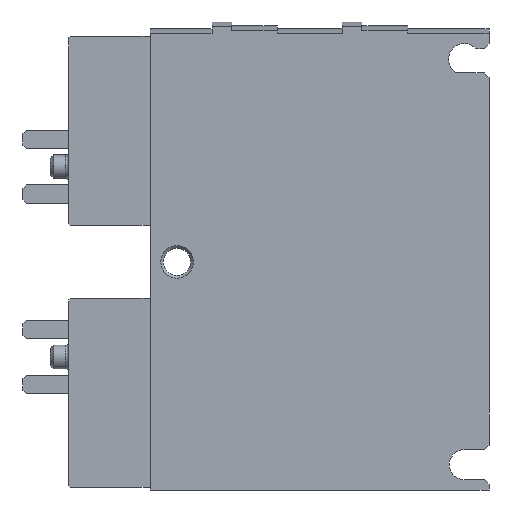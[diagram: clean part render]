
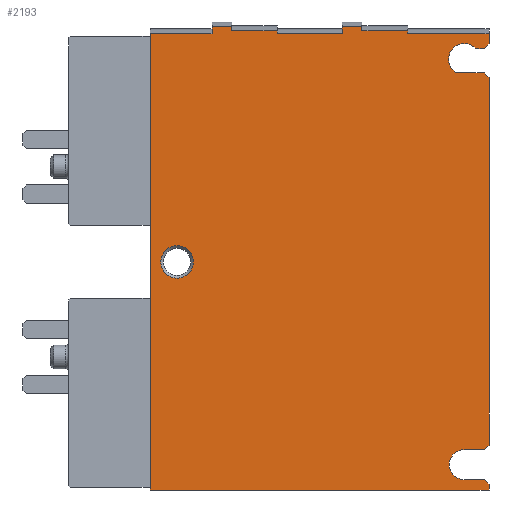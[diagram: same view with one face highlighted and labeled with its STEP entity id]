
A CAD part, left-side view. The second image highlights one B-rep face of the part: STEP entity #2193.
In plain terms, the highlighted planar face has unit normal (-1, 0, 0).
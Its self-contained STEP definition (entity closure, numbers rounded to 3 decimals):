
#46=CIRCLE('',#2294,2.5);
#47=CIRCLE('',#2295,2.3);
#48=CIRCLE('',#2296,2.4);
#110=ORIENTED_EDGE('',*,*,#538,.F.);
#111=ORIENTED_EDGE('',*,*,#539,.T.);
#112=ORIENTED_EDGE('',*,*,#540,.T.);
#113=ORIENTED_EDGE('',*,*,#541,.T.);
#114=ORIENTED_EDGE('',*,*,#542,.T.);
#115=ORIENTED_EDGE('',*,*,#543,.T.);
#116=ORIENTED_EDGE('',*,*,#544,.T.);
#117=ORIENTED_EDGE('',*,*,#545,.T.);
#118=ORIENTED_EDGE('',*,*,#546,.T.);
#119=ORIENTED_EDGE('',*,*,#547,.T.);
#120=ORIENTED_EDGE('',*,*,#548,.T.);
#121=ORIENTED_EDGE('',*,*,#549,.T.);
#122=ORIENTED_EDGE('',*,*,#550,.T.);
#123=ORIENTED_EDGE('',*,*,#551,.F.);
#124=ORIENTED_EDGE('',*,*,#552,.T.);
#125=ORIENTED_EDGE('',*,*,#553,.T.);
#126=ORIENTED_EDGE('',*,*,#554,.T.);
#127=ORIENTED_EDGE('',*,*,#555,.F.);
#128=ORIENTED_EDGE('',*,*,#556,.F.);
#129=ORIENTED_EDGE('',*,*,#557,.F.);
#130=ORIENTED_EDGE('',*,*,#558,.T.);
#131=ORIENTED_EDGE('',*,*,#559,.T.);
#132=ORIENTED_EDGE('',*,*,#560,.T.);
#133=ORIENTED_EDGE('',*,*,#561,.F.);
#134=ORIENTED_EDGE('',*,*,#562,.F.);
#135=ORIENTED_EDGE('',*,*,#563,.F.);
#136=ORIENTED_EDGE('',*,*,#564,.F.);
#137=ORIENTED_EDGE('',*,*,#565,.T.);
#138=ORIENTED_EDGE('',*,*,#566,.T.);
#538=EDGE_CURVE('',#752,#752,#46,.T.);
#539=EDGE_CURVE('',#753,#754,#900,.T.);
#540=EDGE_CURVE('',#754,#755,#901,.T.);
#541=EDGE_CURVE('',#755,#756,#47,.T.);
#542=EDGE_CURVE('',#756,#757,#902,.T.);
#543=EDGE_CURVE('',#757,#758,#903,.T.);
#544=EDGE_CURVE('',#758,#759,#904,.T.);
#545=EDGE_CURVE('',#759,#760,#905,.T.);
#546=EDGE_CURVE('',#760,#761,#906,.T.);
#547=EDGE_CURVE('',#761,#762,#48,.T.);
#548=EDGE_CURVE('',#762,#763,#907,.T.);
#549=EDGE_CURVE('',#763,#764,#908,.T.);
#550=EDGE_CURVE('',#764,#765,#909,.T.);
#551=EDGE_CURVE('',#766,#765,#910,.T.);
#552=EDGE_CURVE('',#766,#767,#911,.T.);
#553=EDGE_CURVE('',#767,#768,#912,.T.);
#554=EDGE_CURVE('',#768,#769,#913,.T.);
#555=EDGE_CURVE('',#770,#769,#914,.T.);
#556=EDGE_CURVE('',#771,#770,#915,.T.);
#557=EDGE_CURVE('',#772,#771,#916,.T.);
#558=EDGE_CURVE('',#772,#773,#917,.T.);
#559=EDGE_CURVE('',#773,#774,#918,.T.);
#560=EDGE_CURVE('',#774,#775,#919,.T.);
#561=EDGE_CURVE('',#776,#775,#920,.T.);
#562=EDGE_CURVE('',#777,#776,#921,.T.);
#563=EDGE_CURVE('',#778,#777,#922,.T.);
#564=EDGE_CURVE('',#779,#778,#923,.T.);
#565=EDGE_CURVE('',#779,#780,#924,.T.);
#566=EDGE_CURVE('',#780,#753,#925,.T.);
#752=VERTEX_POINT('',#2921);
#753=VERTEX_POINT('',#2923);
#754=VERTEX_POINT('',#2924);
#755=VERTEX_POINT('',#2926);
#756=VERTEX_POINT('',#2928);
#757=VERTEX_POINT('',#2930);
#758=VERTEX_POINT('',#2932);
#759=VERTEX_POINT('',#2934);
#760=VERTEX_POINT('',#2936);
#761=VERTEX_POINT('',#2938);
#762=VERTEX_POINT('',#2940);
#763=VERTEX_POINT('',#2942);
#764=VERTEX_POINT('',#2944);
#765=VERTEX_POINT('',#2946);
#766=VERTEX_POINT('',#2948);
#767=VERTEX_POINT('',#2950);
#768=VERTEX_POINT('',#2952);
#769=VERTEX_POINT('',#2954);
#770=VERTEX_POINT('',#2956);
#771=VERTEX_POINT('',#2958);
#772=VERTEX_POINT('',#2960);
#773=VERTEX_POINT('',#2962);
#774=VERTEX_POINT('',#2964);
#775=VERTEX_POINT('',#2966);
#776=VERTEX_POINT('',#2968);
#777=VERTEX_POINT('',#2970);
#778=VERTEX_POINT('',#2972);
#779=VERTEX_POINT('',#2974);
#780=VERTEX_POINT('',#2976);
#900=LINE('',#2922,#1074);
#901=LINE('',#2925,#1075);
#902=LINE('',#2929,#1076);
#903=LINE('',#2931,#1077);
#904=LINE('',#2933,#1078);
#905=LINE('',#2935,#1079);
#906=LINE('',#2937,#1080);
#907=LINE('',#2941,#1081);
#908=LINE('',#2943,#1082);
#909=LINE('',#2945,#1083);
#910=LINE('',#2947,#1084);
#911=LINE('',#2949,#1085);
#912=LINE('',#2951,#1086);
#913=LINE('',#2953,#1087);
#914=LINE('',#2955,#1088);
#915=LINE('',#2957,#1089);
#916=LINE('',#2959,#1090);
#917=LINE('',#2961,#1091);
#918=LINE('',#2963,#1092);
#919=LINE('',#2965,#1093);
#920=LINE('',#2967,#1094);
#921=LINE('',#2969,#1095);
#922=LINE('',#2971,#1096);
#923=LINE('',#2973,#1097);
#924=LINE('',#2975,#1098);
#925=LINE('',#2977,#1099);
#1074=VECTOR('',#2460,1000.);
#1075=VECTOR('',#2461,1000.);
#1076=VECTOR('',#2464,1000.);
#1077=VECTOR('',#2465,1000.);
#1078=VECTOR('',#2466,1000.);
#1079=VECTOR('',#2467,1000.);
#1080=VECTOR('',#2468,1000.);
#1081=VECTOR('',#2471,1000.);
#1082=VECTOR('',#2472,1000.);
#1083=VECTOR('',#2473,1000.);
#1084=VECTOR('',#2474,1000.);
#1085=VECTOR('',#2475,1000.);
#1086=VECTOR('',#2476,1000.);
#1087=VECTOR('',#2477,1000.);
#1088=VECTOR('',#2478,1000.);
#1089=VECTOR('',#2479,1000.);
#1090=VECTOR('',#2480,1000.);
#1091=VECTOR('',#2481,1000.);
#1092=VECTOR('',#2482,1000.);
#1093=VECTOR('',#2483,1000.);
#1094=VECTOR('',#2484,1000.);
#1095=VECTOR('',#2485,1000.);
#1096=VECTOR('',#2486,1000.);
#1097=VECTOR('',#2487,1000.);
#1098=VECTOR('',#2488,1000.);
#1099=VECTOR('',#2489,1000.);
#1232=EDGE_LOOP('',(#110));
#1233=EDGE_LOOP('',(#111,#112,#113,#114,#115,#116,#117,#118,#119,#120,#121,
#122,#123,#124,#125,#126,#127,#128,#129,#130,#131,#132,#133,#134,#135,#136,
#137,#138));
#1354=FACE_BOUND('',#1232,.T.);
#1355=FACE_BOUND('',#1233,.T.);
#1470=PLANE('',#2293);
#2193=ADVANCED_FACE('',(#1354,#1355),#1470,.F.);
#2293=AXIS2_PLACEMENT_3D('',#2919,#2456,#2457);
#2294=AXIS2_PLACEMENT_3D('',#2920,#2458,#2459);
#2295=AXIS2_PLACEMENT_3D('',#2927,#2462,#2463);
#2296=AXIS2_PLACEMENT_3D('',#2939,#2469,#2470);
#2456=DIRECTION('',(1.,0.,0.));
#2457=DIRECTION('',(0.,0.,-1.));
#2458=DIRECTION('',(-1.,0.,0.));
#2459=DIRECTION('',(0.,0.,1.));
#2460=DIRECTION('',(0.,0.707,0.707));
#2461=DIRECTION('',(0.,1.,0.));
#2462=DIRECTION('',(1.,0.,0.));
#2463=DIRECTION('',(0.,0.,-1.));
#2464=DIRECTION('',(0.,-1.,0.));
#2465=DIRECTION('',(0.,-0.707,0.707));
#2466=DIRECTION('',(0.,0.,1.));
#2467=DIRECTION('',(0.,0.707,0.707));
#2468=DIRECTION('',(0.,1.,0.));
#2469=DIRECTION('',(1.,0.,0.));
#2470=DIRECTION('',(0.,0.,-1.));
#2471=DIRECTION('',(0.,-1.,0.));
#2472=DIRECTION('',(0.,-0.707,0.707));
#2473=DIRECTION('',(0.,0.,1.));
#2474=DIRECTION('',(0.,-1.,0.));
#2475=DIRECTION('',(0.,0.,1.));
#2476=DIRECTION('',(0.,1.,0.));
#2477=DIRECTION('',(0.,0.,1.));
#2478=DIRECTION('',(0.,-1.,0.));
#2479=DIRECTION('',(0.,0.,1.));
#2480=DIRECTION('',(0.,-1.,0.));
#2481=DIRECTION('',(0.,0.,1.));
#2482=DIRECTION('',(0.,1.,0.));
#2483=DIRECTION('',(0.,0.,1.));
#2484=DIRECTION('',(0.,-1.,0.));
#2485=DIRECTION('',(0.,0.,1.));
#2486=DIRECTION('',(0.,-1.,0.));
#2487=DIRECTION('',(0.,0.,1.));
#2488=DIRECTION('',(0.,-1.,0.));
#2489=DIRECTION('',(0.,0.,1.));
#2919=CARTESIAN_POINT('',(-5.,52.,-35.));
#2920=CARTESIAN_POINT('',(-5.,47.85,0.));
#2921=CARTESIAN_POINT('',(-5.,47.85,2.5));
#2922=CARTESIAN_POINT('',(-5.,0.,-34.1));
#2923=CARTESIAN_POINT('',(-5.,0.,-34.1));
#2924=CARTESIAN_POINT('',(-5.,0.7,-33.4));
#2925=CARTESIAN_POINT('',(-5.,0.7,-33.4));
#2926=CARTESIAN_POINT('',(-5.,3.8,-33.4));
#2927=CARTESIAN_POINT('',(-5.,3.8,-31.1));
#2928=CARTESIAN_POINT('',(-5.,3.8,-28.8));
#2929=CARTESIAN_POINT('',(-5.,3.8,-28.8));
#2930=CARTESIAN_POINT('',(-5.,0.7,-28.8));
#2931=CARTESIAN_POINT('',(-5.,0.7,-28.8));
#2932=CARTESIAN_POINT('',(-5.,0.,-28.1));
#2933=CARTESIAN_POINT('',(-5.,0.,-35.));
#2934=CARTESIAN_POINT('',(-5.,0.,28.25));
#2935=CARTESIAN_POINT('',(-5.,0.,28.25));
#2936=CARTESIAN_POINT('',(-5.,0.75,29.));
#2937=CARTESIAN_POINT('',(-5.,0.75,29.));
#2938=CARTESIAN_POINT('',(-5.,4.962,29.));
#2939=CARTESIAN_POINT('',(-5.,3.8,31.1));
#2940=CARTESIAN_POINT('',(-5.,2.011,32.7));
#2941=CARTESIAN_POINT('',(-5.,2.011,32.7));
#2942=CARTESIAN_POINT('',(-5.,0.75,32.7));
#2943=CARTESIAN_POINT('',(-5.,0.75,32.7));
#2944=CARTESIAN_POINT('',(-5.,0.,33.45));
#2945=CARTESIAN_POINT('',(-5.,0.,-35.));
#2946=CARTESIAN_POINT('',(-5.,0.,35.024));
#2947=CARTESIAN_POINT('',(-5.,52.,35.024));
#2948=CARTESIAN_POINT('',(-5.,12.5,35.024));
#2949=CARTESIAN_POINT('',(-5.,12.5,34.));
#2950=CARTESIAN_POINT('',(-5.,12.5,35.443));
#2951=CARTESIAN_POINT('',(-5.,12.5,35.443));
#2952=CARTESIAN_POINT('',(-5.,19.5,35.443));
#2953=CARTESIAN_POINT('',(-5.,19.5,33.6));
#2954=CARTESIAN_POINT('',(-5.,19.5,36.071));
#2955=CARTESIAN_POINT('',(-5.,22.5,36.071));
#2956=CARTESIAN_POINT('',(-5.,22.5,36.071));
#2957=CARTESIAN_POINT('',(-5.,22.5,33.6));
#2958=CARTESIAN_POINT('',(-5.,22.5,35.024));
#2959=CARTESIAN_POINT('',(-5.,52.,35.024));
#2960=CARTESIAN_POINT('',(-5.,32.5,35.024));
#2961=CARTESIAN_POINT('',(-5.,32.5,34.));
#2962=CARTESIAN_POINT('',(-5.,32.5,35.443));
#2963=CARTESIAN_POINT('',(-5.,32.5,35.443));
#2964=CARTESIAN_POINT('',(-5.,39.5,35.443));
#2965=CARTESIAN_POINT('',(-5.,39.5,33.6));
#2966=CARTESIAN_POINT('',(-5.,39.5,36.071));
#2967=CARTESIAN_POINT('',(-5.,42.5,36.071));
#2968=CARTESIAN_POINT('',(-5.,42.5,36.071));
#2969=CARTESIAN_POINT('',(-5.,42.5,33.6));
#2970=CARTESIAN_POINT('',(-5.,42.5,35.024));
#2971=CARTESIAN_POINT('',(-5.,52.,35.024));
#2972=CARTESIAN_POINT('',(-5.,52.,35.024));
#2973=CARTESIAN_POINT('',(-5.,52.,-35.));
#2974=CARTESIAN_POINT('',(-5.,52.,-35.));
#2975=CARTESIAN_POINT('',(-5.,52.,-35.));
#2976=CARTESIAN_POINT('',(-5.,0.,-35.));
#2977=CARTESIAN_POINT('',(-5.,0.,-35.));
